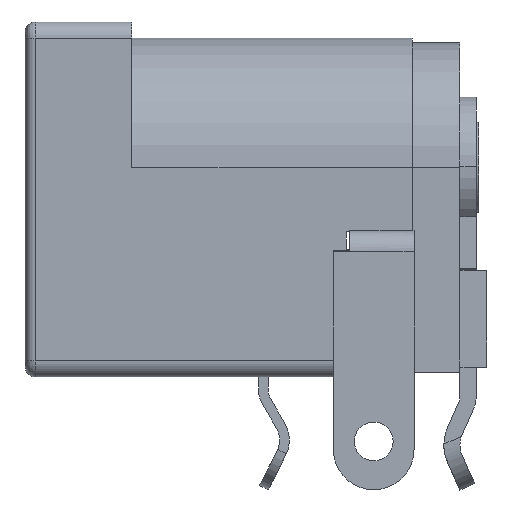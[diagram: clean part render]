
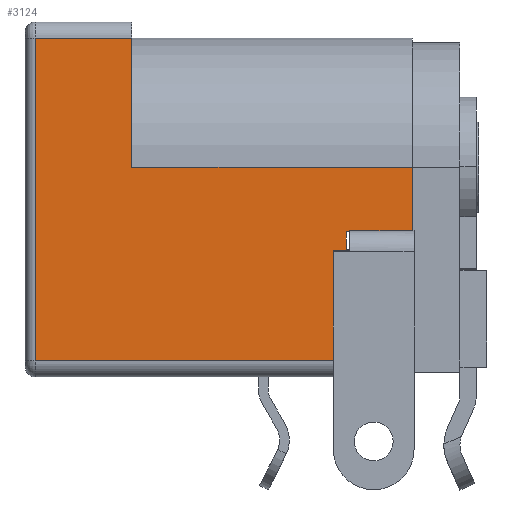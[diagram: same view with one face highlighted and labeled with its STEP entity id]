
A CAD part, front view. The second image highlights one B-rep face of the part: STEP entity #3124.
In plain terms, the highlighted planar face has unit normal (0, -1, 0).
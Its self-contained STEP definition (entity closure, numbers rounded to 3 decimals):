
#1825 = VERTEX_POINT('',#1826);
#1826 = CARTESIAN_POINT('',(-1.675,-4.475,
    4.05));
#1832 = EDGE_CURVE('',#1825,#1833,#1835,.T.);
#1833 = VERTEX_POINT('',#1834);
#1834 = CARTESIAN_POINT('',(-3.725,-4.475,
    4.05));
#1835 = LINE('',#1836,#1837);
#1836 = CARTESIAN_POINT('',(-13.375,-4.475,
    4.05));
#1837 = VECTOR('',#1838,1.);
#1838 = DIRECTION('',(-1.,0.,0.));
#2958 = VERTEX_POINT('',#2959);
#2959 = CARTESIAN_POINT('',(-3.725,-4.475,
    4.6));
#2965 = EDGE_CURVE('',#2958,#2966,#2968,.T.);
#2966 = VERTEX_POINT('',#2967);
#2967 = CARTESIAN_POINT('',(-3.625,-4.475,
    4.6));
#2968 = LINE('',#2969,#2970);
#2969 = CARTESIAN_POINT('',(-1.675,-4.475,
    4.6));
#2970 = VECTOR('',#2971,1.);
#2971 = DIRECTION('',(1.,0.,0.));
#3052 = EDGE_CURVE('',#1833,#2958,#3053,.T.);
#3053 = LINE('',#3054,#3055);
#3054 = CARTESIAN_POINT('',(-3.725,-4.475,
    0.6));
#3055 = VECTOR('',#3056,1.);
#3056 = DIRECTION('',(0.,0.,1.));
#3105 = EDGE_CURVE('',#3106,#1825,#3108,.T.);
#3106 = VERTEX_POINT('',#3107);
#3107 = CARTESIAN_POINT('',(-1.675,-4.475,
    0.6));
#3108 = LINE('',#3109,#3110);
#3109 = CARTESIAN_POINT('',(-1.675,-4.475,
    0.6));
#3110 = VECTOR('',#3111,1.);
#3111 = DIRECTION('',(0.,0.,1.));
#3124 = ADVANCED_FACE('',(#3125),#3193,.T.);
#3125 = FACE_BOUND('',#3126,.T.);
#3126 = EDGE_LOOP('',(#3127,#3128,#3129,#3130,#3131,#3139,#3147,#3155,
    #3163,#3171,#3179,#3187));
#3127 = ORIENTED_EDGE('',*,*,#3105,.T.);
#3128 = ORIENTED_EDGE('',*,*,#1832,.T.);
#3129 = ORIENTED_EDGE('',*,*,#3052,.T.);
#3130 = ORIENTED_EDGE('',*,*,#2965,.T.);
#3131 = ORIENTED_EDGE('',*,*,#3132,.F.);
#3132 = EDGE_CURVE('',#3133,#2966,#3135,.T.);
#3133 = VERTEX_POINT('',#3134);
#3134 = CARTESIAN_POINT('',(-3.625,-4.475,
    4.622));
#3135 = LINE('',#3136,#3137);
#3136 = CARTESIAN_POINT('',(-3.625,-4.475,
    2.315));
#3137 = VECTOR('',#3138,1.);
#3138 = DIRECTION('',(0.,0.,-1.));
#3139 = ORIENTED_EDGE('',*,*,#3140,.F.);
#3140 = EDGE_CURVE('',#3141,#3133,#3143,.T.);
#3141 = VERTEX_POINT('',#3142);
#3142 = CARTESIAN_POINT('',(-1.675,-4.475,
    4.622));
#3143 = LINE('',#3144,#3145);
#3144 = CARTESIAN_POINT('',(-1.625,-4.475,
    4.622));
#3145 = VECTOR('',#3146,1.);
#3146 = DIRECTION('',(-1.,0.,0.));
#3147 = ORIENTED_EDGE('',*,*,#3148,.F.);
#3148 = EDGE_CURVE('',#3149,#3141,#3151,.T.);
#3149 = VERTEX_POINT('',#3150);
#3150 = CARTESIAN_POINT('',(-1.675,-4.475,
    6.6));
#3151 = LINE('',#3152,#3153);
#3152 = CARTESIAN_POINT('',(-1.675,-4.475,
    4.6));
#3153 = VECTOR('',#3154,1.);
#3154 = DIRECTION('',(0.,0.,-1.));
#3155 = ORIENTED_EDGE('',*,*,#3156,.T.);
#3156 = EDGE_CURVE('',#3149,#3157,#3159,.T.);
#3157 = VERTEX_POINT('',#3158);
#3158 = CARTESIAN_POINT('',(-10.375,-4.475,
    6.6));
#3159 = LINE('',#3160,#3161);
#3160 = CARTESIAN_POINT('',(-10.375,-4.475,
    6.6));
#3161 = VECTOR('',#3162,1.);
#3162 = DIRECTION('',(-1.,0.,0.));
#3163 = ORIENTED_EDGE('',*,*,#3164,.F.);
#3164 = EDGE_CURVE('',#3165,#3157,#3167,.T.);
#3165 = VERTEX_POINT('',#3166);
#3166 = CARTESIAN_POINT('',(-10.375,-4.475,
    10.6));
#3167 = LINE('',#3168,#3169);
#3168 = CARTESIAN_POINT('',(-10.375,-4.475,
    6.6));
#3169 = VECTOR('',#3170,1.);
#3170 = DIRECTION('',(0.,0.,-1.));
#3171 = ORIENTED_EDGE('',*,*,#3172,.T.);
#3172 = EDGE_CURVE('',#3165,#3173,#3175,.T.);
#3173 = VERTEX_POINT('',#3174);
#3174 = CARTESIAN_POINT('',(-13.375,-4.475,
    10.6));
#3175 = LINE('',#3176,#3177);
#3176 = CARTESIAN_POINT('',(-13.375,-4.475,
    10.6));
#3177 = VECTOR('',#3178,1.);
#3178 = DIRECTION('',(-1.,0.,0.));
#3179 = ORIENTED_EDGE('',*,*,#3180,.T.);
#3180 = EDGE_CURVE('',#3173,#3181,#3183,.T.);
#3181 = VERTEX_POINT('',#3182);
#3182 = CARTESIAN_POINT('',(-13.375,-4.475,
    0.6));
#3183 = LINE('',#3184,#3185);
#3184 = CARTESIAN_POINT('',(-13.375,-4.475,
    0.6));
#3185 = VECTOR('',#3186,1.);
#3186 = DIRECTION('',(0.,0.,-1.));
#3187 = ORIENTED_EDGE('',*,*,#3188,.T.);
#3188 = EDGE_CURVE('',#3181,#3106,#3189,.T.);
#3189 = LINE('',#3190,#3191);
#3190 = CARTESIAN_POINT('',(-13.375,-4.475,
    0.6));
#3191 = VECTOR('',#3192,1.);
#3192 = DIRECTION('',(1.,0.,0.));
#3193 = PLANE('',#3194);
#3194 = AXIS2_PLACEMENT_3D('',#3195,#3196,#3197);
#3195 = CARTESIAN_POINT('',(-13.375,-4.475,
    0.6));
#3196 = DIRECTION('',(0.,-1.,0.));
#3197 = DIRECTION('',(1.,0.,0.));
